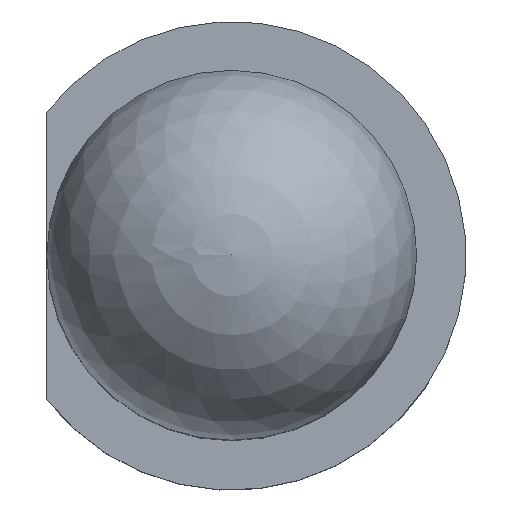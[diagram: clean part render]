
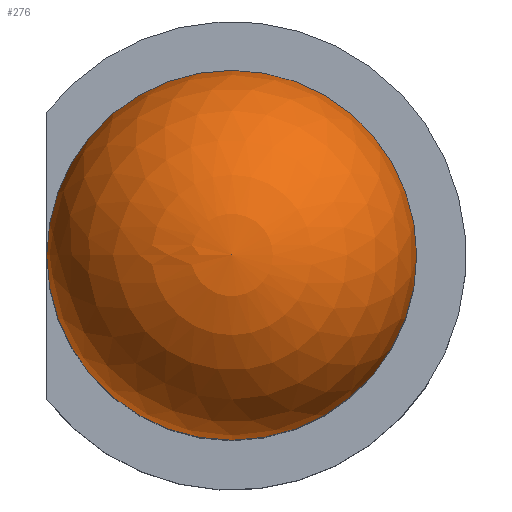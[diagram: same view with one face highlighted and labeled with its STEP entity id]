
A CAD part, top view. The second image highlights one B-rep face of the part: STEP entity #276.
In plain terms, the highlighted spherical face has radius 1.5 mm.
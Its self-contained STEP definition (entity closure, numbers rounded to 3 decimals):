
#91=FACE_OUTER_BOUND('',#107,.T.);
#107=EDGE_LOOP('',(#188,#189,#190));
#125=CIRCLE('',#307,1.5);
#126=CIRCLE('',#308,1.5);
#130=VERTEX_POINT('',#403);
#131=VERTEX_POINT('',#405);
#153=EDGE_CURVE('',#130,#130,#125,.T.);
#154=EDGE_CURVE('',#131,#130,#126,.T.);
#188=ORIENTED_EDGE('',*,*,#153,.F.);
#189=ORIENTED_EDGE('',*,*,#154,.F.);
#190=ORIENTED_EDGE('',*,*,#154,.T.);
#258=SPHERICAL_SURFACE('',#306,1.5);
#276=ADVANCED_FACE('',(#91),#258,.T.);
#306=AXIS2_PLACEMENT_3D('',#402,#329,#330);
#307=AXIS2_PLACEMENT_3D('',#404,#331,#332);
#308=AXIS2_PLACEMENT_3D('',#406,#333,#334);
#329=DIRECTION('center_axis',(0.,0.,1.));
#330=DIRECTION('ref_axis',(1.,0.,0.));
#331=DIRECTION('center_axis',(0.,0.,-1.));
#332=DIRECTION('ref_axis',(1.,0.,0.));
#333=DIRECTION('center_axis',(0.,-1.,0.));
#334=DIRECTION('ref_axis',(-1.,0.,0.));
#402=CARTESIAN_POINT('Origin',(1.27,0.,6.8));
#403=CARTESIAN_POINT('',(-0.23,0.,6.8));
#404=CARTESIAN_POINT('Origin',(1.27,0.,6.8));
#405=CARTESIAN_POINT('',(1.27,0.,8.3));
#406=CARTESIAN_POINT('Origin',(1.27,0.,6.8));
